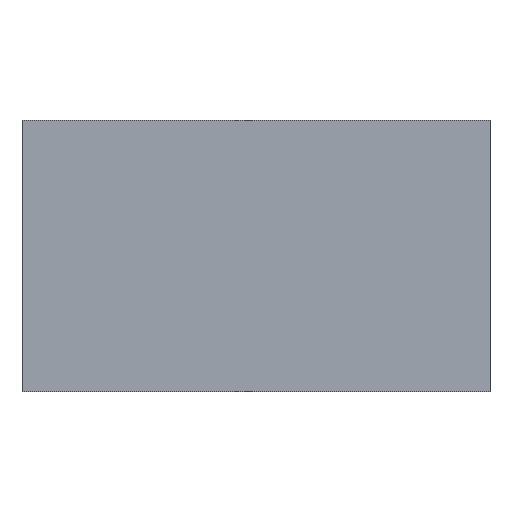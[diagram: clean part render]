
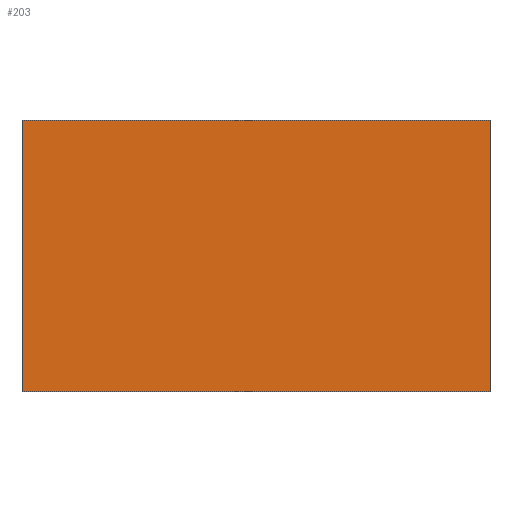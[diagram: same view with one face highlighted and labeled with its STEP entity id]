
A CAD part, front view. The second image highlights one B-rep face of the part: STEP entity #203.
In plain terms, the highlighted planar face has unit normal (0, -1, 0).
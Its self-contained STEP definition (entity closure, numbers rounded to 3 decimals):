
#13 = EDGE_CURVE ( 'NONE', #107, #76, #270, .T. ) ;
#23 = CARTESIAN_POINT ( 'NONE',  ( -345., -4.5, 200. ) ) ;
#27 = DIRECTION ( 'NONE',  ( 0., 0., 1. ) ) ;
#31 = LINE ( 'NONE', #85, #200 ) ;
#36 = DIRECTION ( 'NONE',  ( -1., 0., 0. ) ) ;
#41 = ORIENTED_EDGE ( 'NONE', *, *, #13, .F. ) ;
#45 = DIRECTION ( 'NONE',  ( 0., 0., -1. ) ) ;
#57 = EDGE_CURVE ( 'NONE', #181, #107, #86, .T. ) ;
#74 = CARTESIAN_POINT ( 'NONE',  ( 345., -4.5, 200. ) ) ;
#75 = EDGE_CURVE ( 'NONE', #76, #236, #116, .T. ) ;
#76 = VERTEX_POINT ( 'NONE', #23 ) ;
#80 = FACE_OUTER_BOUND ( 'NONE', #144, .T. ) ;
#85 = CARTESIAN_POINT ( 'NONE',  ( 345., -4.5, -200. ) ) ;
#86 = LINE ( 'NONE', #117, #242 ) ;
#89 = PLANE ( 'NONE',  #115 ) ;
#104 = CARTESIAN_POINT ( 'NONE',  ( -345., -4.5, 200. ) ) ;
#107 = VERTEX_POINT ( 'NONE', #166 ) ;
#115 = AXIS2_PLACEMENT_3D ( 'NONE', #104, #213, #27 ) ;
#116 = LINE ( 'NONE', #266, #129 ) ;
#117 = CARTESIAN_POINT ( 'NONE',  ( -345., -4.5, -200. ) ) ;
#119 = CARTESIAN_POINT ( 'NONE',  ( -345., -4.5, -200. ) ) ;
#120 = ORIENTED_EDGE ( 'NONE', *, *, #171, .F. ) ;
#129 = VECTOR ( 'NONE', #269, 1000. ) ;
#139 = ORIENTED_EDGE ( 'NONE', *, *, #57, .F. ) ;
#144 = EDGE_LOOP ( 'NONE', ( #41, #139, #120, #283 ) ) ;
#166 = CARTESIAN_POINT ( 'NONE',  ( -345., -4.5, -200. ) ) ;
#171 = EDGE_CURVE ( 'NONE', #236, #181, #31, .T. ) ;
#181 = VERTEX_POINT ( 'NONE', #216 ) ;
#200 = VECTOR ( 'NONE', #45, 1000. ) ;
#203 = ADVANCED_FACE ( 'NONE', ( #80 ), #89, .F. ) ;
#204 = VECTOR ( 'NONE', #287, 1000. ) ;
#213 = DIRECTION ( 'NONE',  ( 0., 1., 0. ) ) ;
#216 = CARTESIAN_POINT ( 'NONE',  ( 345., -4.5, -200. ) ) ;
#236 = VERTEX_POINT ( 'NONE', #74 ) ;
#242 = VECTOR ( 'NONE', #36, 1000. ) ;
#266 = CARTESIAN_POINT ( 'NONE',  ( -345., -4.5, 200. ) ) ;
#269 = DIRECTION ( 'NONE',  ( 1., 0., 0. ) ) ;
#270 = LINE ( 'NONE', #119, #204 ) ;
#283 = ORIENTED_EDGE ( 'NONE', *, *, #75, .F. ) ;
#287 = DIRECTION ( 'NONE',  ( 0., 0., 1. ) ) ;
